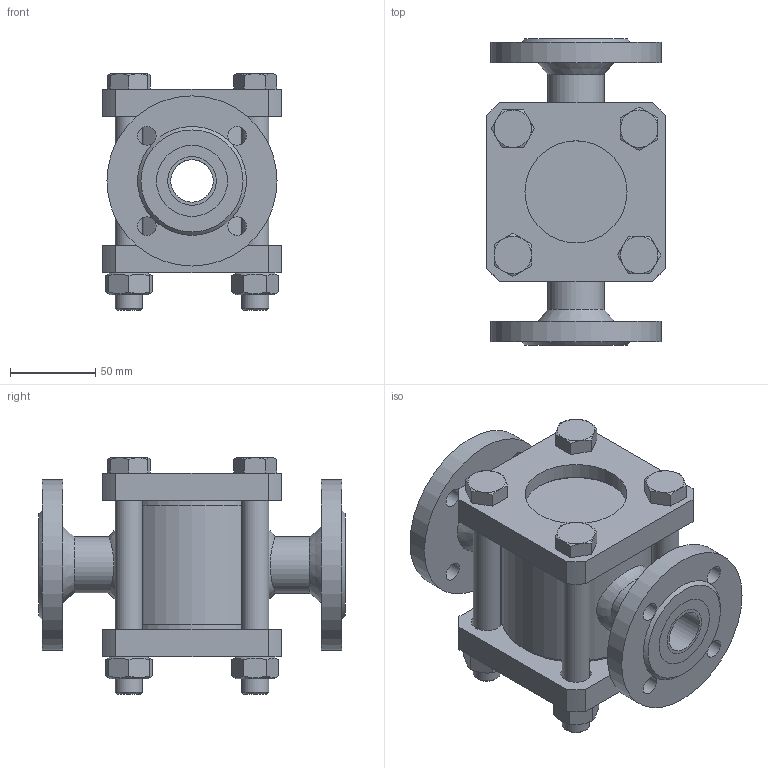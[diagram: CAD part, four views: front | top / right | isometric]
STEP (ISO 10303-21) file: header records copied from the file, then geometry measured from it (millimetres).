
FILE_DESCRIPTION((''),'2;1');
FILE_NAME('ФБ08 011 025 000.stp','2015-03-27T09:30:08',('��������'),(''),'Autodesk Inventor 2013','Autodesk Inventor 2013','');
FILE_SCHEMA(('AUTOMOTIVE_DESIGN { 1 0 10303 214 1 1 1 1 }'));
Length unit declared in the file: millimetre
Products named in the file (15): ФБ08 011 025 000; ФБ08 011 025 010; ФБ08 011 025 010_Сварные швы; ФБ08 010 025 012; ФБ08 011 025 012; ФБ08 011 025 012_1; ФБ08 011 025 011; ФБ08 011 025 011_1; ФБ08 010 020 013; Стекло В80х15 ГОСТ21836-88; ФБ08 010 020 001; ФБ08 010 020 003; ФБ08 010 020 008; Болт ГОСТ 7796-70 M16-6gx130; Гайка ГОСТ 5915-70 M16
Assembly tree (25 placements, depth 3):
  ФБ08 011 025 000
    ФБ08 011 025 010
      ФБ08 011 025 010_Сварные швы
      ФБ08 010 025 012
      ФБ08 011 025 012
      ФБ08 011 025 012_1
      ФБ08 011 025 011
      ФБ08 011 025 011_1
      ФБ08 010 020 013  x2
    Стекло В80х15 ГОСТ21836-88  x2
    ФБ08 010 020 001  x2
    ФБ08 010 020 003  x2
    ФБ08 010 020 008  x2
    Болт ГОСТ 7796-70 M16-6gx130  x4
    Гайка ГОСТ 5915-70 M16  x4
Bounding box: 105 x 180 x 139 mm (x, y, z)
Volume: 826778.4 mm3; surface area: 256947.6 mm2
Topology: 29 solids, 29 shells, 284 faces, 644 edges, 420 vertices
Faces by surface type: plane 142, cylinder 76, cone 60, torus 4, bspline 2
Full cylindrical faces by diameter (mm): 4 x2, 11 x8, 13.835 x4, 16 x4, 18 x8, 25 x4, 31 x6, 32 x4, 33 x6, 60 x2, 62 x2, 70 x1, 72 x2, 80 x2, 82 x8, 88 x1, 100 x2
Entity records: 5239 total; most frequent: CARTESIAN_POINT 1694, DIRECTION 710, ORIENTED_EDGE 478, AXIS2_PLACEMENT_3D 323, EDGE_LOOP 278, EDGE_CURVE 239, VERTEX_POINT 193, FACE_OUTER_BOUND 150
